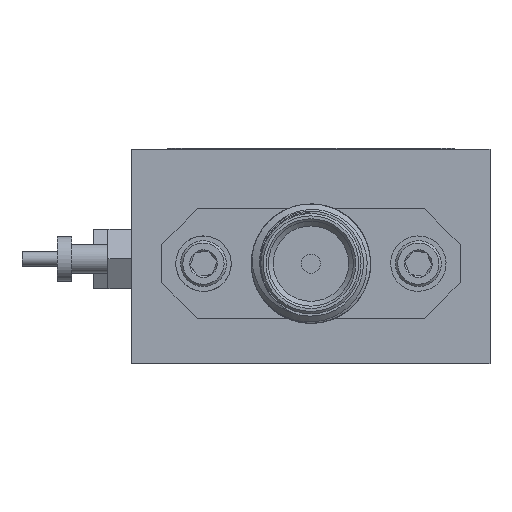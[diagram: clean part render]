
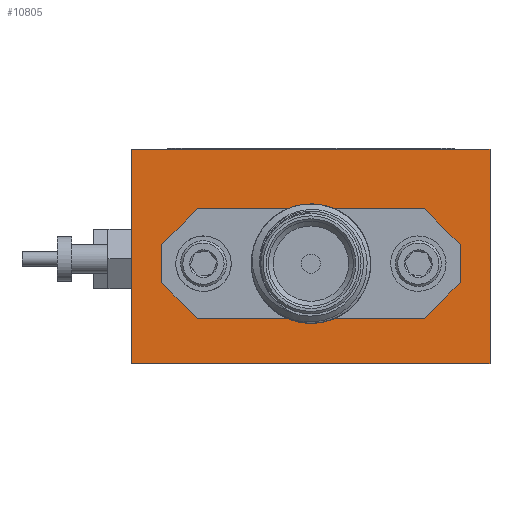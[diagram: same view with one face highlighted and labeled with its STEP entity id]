
A CAD part, left-side view. The second image highlights one B-rep face of the part: STEP entity #10805.
In plain terms, the highlighted planar face has unit normal (-1, 0, 0).
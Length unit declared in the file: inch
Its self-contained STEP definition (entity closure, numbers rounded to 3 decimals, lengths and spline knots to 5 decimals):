
#881 = VERTEX_POINT ( 'NONE', #23297 ) ;
#1007 = ORIENTED_EDGE ( 'NONE', *, *, #3479, .T. ) ;
#1070 = CARTESIAN_POINT ( 'NONE',  ( -0.5, -0.375, 0.225 ) ) ;
#1077 = DIRECTION ( 'NONE',  ( 0., 0.707, 0.707 ) ) ;
#1323 = VECTOR ( 'NONE', #39018, 39.37008 ) ;
#1390 = EDGE_CURVE ( 'NONE', #5973, #8642, #43063, .T. ) ;
#1525 = VECTOR ( 'NONE', #12207, 39.37008 ) ;
#1585 = EDGE_CURVE ( 'NONE', #17099, #5973, #32531, .T. ) ;
#1801 = ORIENTED_EDGE ( 'NONE', *, *, #42504, .T. ) ;
#2413 = VERTEX_POINT ( 'NONE', #28716 ) ;
#3008 = CARTESIAN_POINT ( 'NONE',  ( -0.5, 0.3125, 0.025 ) ) ;
#3107 = DIRECTION ( 'NONE',  ( 0., -1., 0. ) ) ;
#3379 = CARTESIAN_POINT ( 'NONE',  ( -0.5, -0.3125, 0.025 ) ) ;
#3479 = EDGE_CURVE ( 'NONE', #8642, #4644, #18905, .T. ) ;
#3487 = CARTESIAN_POINT ( 'NONE',  ( -0.5, -0.3125, -0.055 ) ) ;
#3676 = VECTOR ( 'NONE', #15325, 39.37008 ) ;
#4358 = AXIS2_PLACEMENT_3D ( 'NONE', #44852, #7807, #15454 ) ;
#4644 = VERTEX_POINT ( 'NONE', #30428 ) ;
#4657 = LINE ( 'NONE', #19231, #15100 ) ;
#4839 = CARTESIAN_POINT ( 'NONE',  ( -0.5, 0.3125, 0.025 ) ) ;
#5571 = VERTEX_POINT ( 'NONE', #5694 ) ;
#5694 = CARTESIAN_POINT ( 'NONE',  ( -0.5, 0.2375, -0.13 ) ) ;
#5973 = VERTEX_POINT ( 'NONE', #42451 ) ;
#6126 = EDGE_CURVE ( 'NONE', #8471, #8039, #8599, .T. ) ;
#7523 = CARTESIAN_POINT ( 'NONE',  ( -0.5, -0.375, -0.225 ) ) ;
#7733 = EDGE_CURVE ( 'NONE', #5571, #8471, #4657, .T. ) ;
#7807 = DIRECTION ( 'NONE',  ( 1., 0., 0. ) ) ;
#7894 = VERTEX_POINT ( 'NONE', #32575 ) ;
#8039 = VERTEX_POINT ( 'NONE', #4839 ) ;
#8471 = VERTEX_POINT ( 'NONE', #10186 ) ;
#8482 = VECTOR ( 'NONE', #36595, 39.37008 ) ;
#8599 = LINE ( 'NONE', #29897, #32599 ) ;
#8642 = VERTEX_POINT ( 'NONE', #3487 ) ;
#10186 = CARTESIAN_POINT ( 'NONE',  ( -0.5, 0.3125, -0.055 ) ) ;
#10229 = ORIENTED_EDGE ( 'NONE', *, *, #22895, .F. ) ;
#10495 = LINE ( 'NONE', #32032, #28988 ) ;
#10805 = ADVANCED_FACE ( 'NONE', ( #18572, #44383 ), #14979, .F. ) ;
#11186 = EDGE_CURVE ( 'NONE', #881, #7894, #33571, .T. ) ;
#11191 = VERTEX_POINT ( 'NONE', #1070 ) ;
#11724 = CARTESIAN_POINT ( 'NONE',  ( -0.5, -0.3125, -0.055 ) ) ;
#12030 = EDGE_LOOP ( 'NONE', ( #43095, #17777, #10229, #32576 ) ) ;
#12207 = DIRECTION ( 'NONE',  ( 0., 1., 0. ) ) ;
#12266 = EDGE_CURVE ( 'NONE', #4644, #5571, #12683, .T. ) ;
#12683 = LINE ( 'NONE', #41370, #1525 ) ;
#13305 = LINE ( 'NONE', #3008, #30569 ) ;
#14053 = EDGE_CURVE ( 'NONE', #8039, #23924, #13305, .T. ) ;
#14979 = PLANE ( 'NONE',  #4358 ) ;
#15100 = VECTOR ( 'NONE', #1077, 39.37008 ) ;
#15325 = DIRECTION ( 'NONE',  ( 0., 0.707, -0.707 ) ) ;
#15454 = DIRECTION ( 'NONE',  ( 0., 1., 0. ) ) ;
#15782 = EDGE_CURVE ( 'NONE', #11191, #7894, #28962, .T. ) ;
#17099 = VERTEX_POINT ( 'NONE', #35156 ) ;
#17777 = ORIENTED_EDGE ( 'NONE', *, *, #15782, .F. ) ;
#17829 = VECTOR ( 'NONE', #43776, 39.37008 ) ;
#18147 = CARTESIAN_POINT ( 'NONE',  ( -0.5, -0.375, 0.225 ) ) ;
#18572 = FACE_OUTER_BOUND ( 'NONE', #12030, .T. ) ;
#18905 = LINE ( 'NONE', #11724, #3676 ) ;
#19145 = DIRECTION ( 'NONE',  ( 0., 0., 1. ) ) ;
#19231 = CARTESIAN_POINT ( 'NONE',  ( -0.5, 0.2375, -0.13 ) ) ;
#21199 = EDGE_LOOP ( 'NONE', ( #38327, #23851, #1801, #31650, #27036, #1007, #36227, #35630 ) ) ;
#21272 = LINE ( 'NONE', #18147, #37377 ) ;
#22035 = CARTESIAN_POINT ( 'NONE',  ( -0.5, -0.375, 0.225 ) ) ;
#22791 = EDGE_CURVE ( 'NONE', #2413, #881, #10495, .T. ) ;
#22895 = EDGE_CURVE ( 'NONE', #2413, #11191, #21272, .T. ) ;
#23297 = CARTESIAN_POINT ( 'NONE',  ( -0.5, 0.375, -0.225 ) ) ;
#23851 = ORIENTED_EDGE ( 'NONE', *, *, #14053, .T. ) ;
#23924 = VERTEX_POINT ( 'NONE', #24115 ) ;
#24115 = CARTESIAN_POINT ( 'NONE',  ( -0.5, 0.2375, 0.1 ) ) ;
#25592 = CARTESIAN_POINT ( 'NONE',  ( -0.5, 0.2375, 0.1 ) ) ;
#27036 = ORIENTED_EDGE ( 'NONE', *, *, #1390, .T. ) ;
#28110 = DIRECTION ( 'NONE',  ( 0., -0.707, 0.707 ) ) ;
#28716 = CARTESIAN_POINT ( 'NONE',  ( -0.5, 0.375, 0.225 ) ) ;
#28962 = LINE ( 'NONE', #22035, #8482 ) ;
#28988 = VECTOR ( 'NONE', #39673, 39.37008 ) ;
#29277 = DIRECTION ( 'NONE',  ( 0., -1., 0. ) ) ;
#29533 = VECTOR ( 'NONE', #29277, 39.37008 ) ;
#29897 = CARTESIAN_POINT ( 'NONE',  ( -0.5, 0.3125, -0.055 ) ) ;
#30428 = CARTESIAN_POINT ( 'NONE',  ( -0.5, -0.2375, -0.13 ) ) ;
#30569 = VECTOR ( 'NONE', #28110, 39.37008 ) ;
#31650 = ORIENTED_EDGE ( 'NONE', *, *, #1585, .T. ) ;
#31841 = DIRECTION ( 'NONE',  ( 0., -0.707, -0.707 ) ) ;
#32032 = CARTESIAN_POINT ( 'NONE',  ( -0.5, 0.375, 0.225 ) ) ;
#32531 = LINE ( 'NONE', #47104, #44817 ) ;
#32575 = CARTESIAN_POINT ( 'NONE',  ( -0.5, -0.375, -0.225 ) ) ;
#32576 = ORIENTED_EDGE ( 'NONE', *, *, #22791, .T. ) ;
#32599 = VECTOR ( 'NONE', #19145, 39.37008 ) ;
#33571 = LINE ( 'NONE', #7523, #29533 ) ;
#35156 = CARTESIAN_POINT ( 'NONE',  ( -0.5, -0.2375, 0.1 ) ) ;
#35630 = ORIENTED_EDGE ( 'NONE', *, *, #7733, .T. ) ;
#36227 = ORIENTED_EDGE ( 'NONE', *, *, #12266, .T. ) ;
#36595 = DIRECTION ( 'NONE',  ( 0., 0., -1. ) ) ;
#37377 = VECTOR ( 'NONE', #3107, 39.37008 ) ;
#38327 = ORIENTED_EDGE ( 'NONE', *, *, #6126, .T. ) ;
#39018 = DIRECTION ( 'NONE',  ( 0., 0., -1. ) ) ;
#39673 = DIRECTION ( 'NONE',  ( 0., 0., -1. ) ) ;
#41370 = CARTESIAN_POINT ( 'NONE',  ( -0.5, -0.2375, -0.13 ) ) ;
#42451 = CARTESIAN_POINT ( 'NONE',  ( -0.5, -0.3125, 0.025 ) ) ;
#42504 = EDGE_CURVE ( 'NONE', #23924, #17099, #43066, .T. ) ;
#43063 = LINE ( 'NONE', #3379, #1323 ) ;
#43066 = LINE ( 'NONE', #25592, #17829 ) ;
#43095 = ORIENTED_EDGE ( 'NONE', *, *, #11186, .T. ) ;
#43776 = DIRECTION ( 'NONE',  ( 0., -1., 0. ) ) ;
#44383 = FACE_BOUND ( 'NONE', #21199, .T. ) ;
#44817 = VECTOR ( 'NONE', #31841, 39.37008 ) ;
#44852 = CARTESIAN_POINT ( 'NONE',  ( -0.5, -0.375, 0.225 ) ) ;
#47104 = CARTESIAN_POINT ( 'NONE',  ( -0.5, -0.2375, 0.1 ) ) ;
